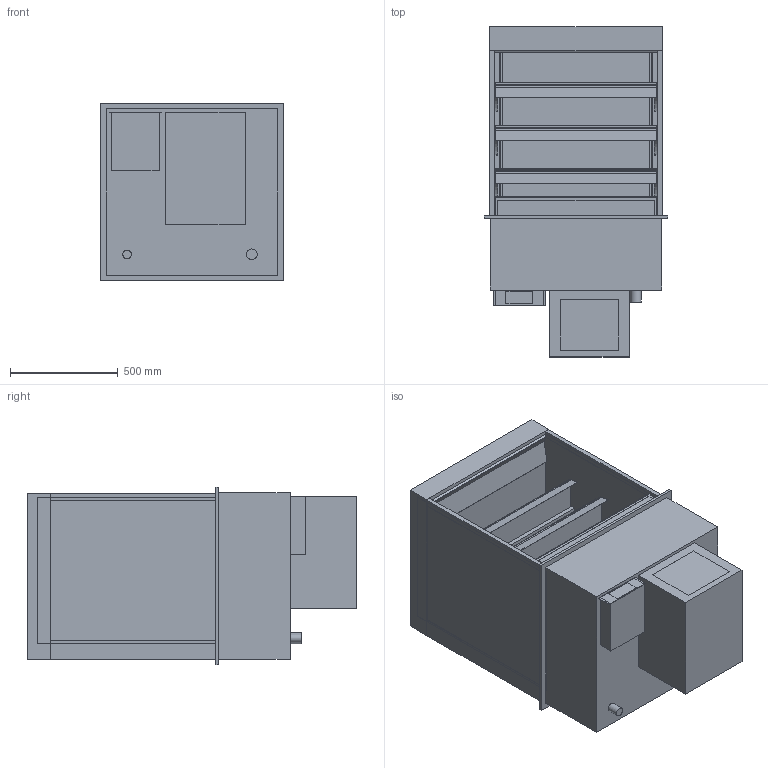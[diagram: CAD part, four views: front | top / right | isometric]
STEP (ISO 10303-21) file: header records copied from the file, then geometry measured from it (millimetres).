
FILE_DESCRIPTION(/* description */ ('Einbaukühlvitrine: eigengekühlt'),/* implementation_level */ '2;1');
FILE_NAME(/* name */ '3D-AKE-00021303.stp',/* time_stamp */ '2023-03-21T10:25:31+01:00',/* author */ ('julian.lux'),/* organization */ (''),/* preprocessor_version */ 'ST-DEVELOPER v18.1',/* originating_system */ 'Autodesk Inventor 2020',/* authorisation */ '');
FILE_SCHEMA (('AUTOMOTIVE_DESIGN { 1 0 10303 214 3 1 1 }'));
Length unit declared in the file: millimetre
Products named in the file (1): 3D-AKE-00021303
Bounding box: 853 x 1530.1 x 825 mm (x, y, z)
Volume: 288043199.8 mm3; surface area: 18058312.3 mm2
Topology: 49 solids, 49 shells, 414 faces, 952 edges, 642 vertices
Faces by surface type: plane 378, cylinder 36
Full cylindrical faces by diameter (mm): 16 x9, 40 x1, 50 x1
Entity records: 11568 total; most frequent: CARTESIAN_POINT 2009, ORIENTED_EDGE 1904, DIRECTION 1876, EDGE_CURVE 952, LINE 858, VECTOR 858, VERTEX_POINT 642, AXIS2_PLACEMENT_3D 509
